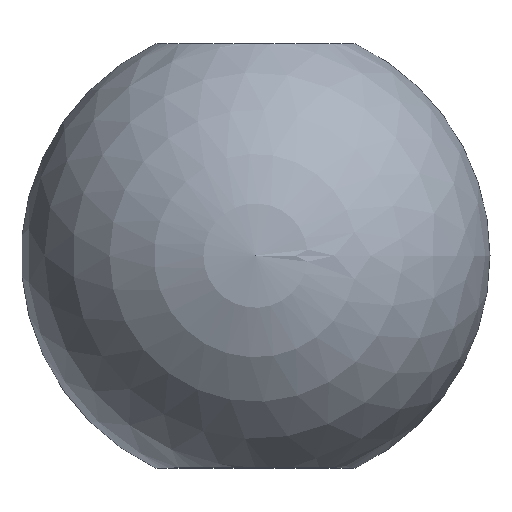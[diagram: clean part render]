
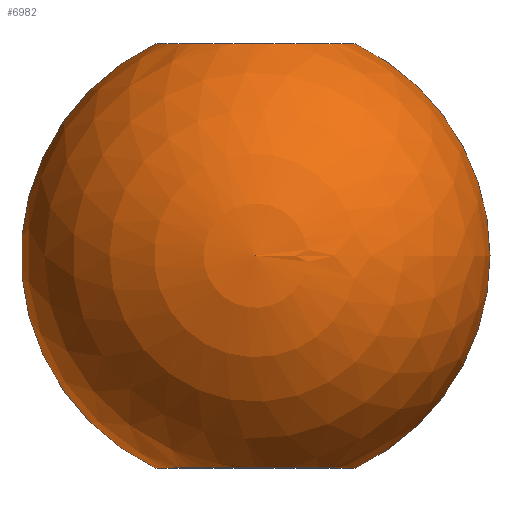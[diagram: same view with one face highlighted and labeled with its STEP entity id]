
A CAD part, top view. The second image highlights one B-rep face of the part: STEP entity #6982.
In plain terms, the highlighted spherical face has radius 12.5 mm.
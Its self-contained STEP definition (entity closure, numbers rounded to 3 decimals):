
#263 = CARTESIAN_POINT ( 'NONE',  ( 0., 0., 0. ) ) ;
#346 = VERTEX_POINT ( 'NONE', #7468 ) ;
#659 = DIRECTION ( 'NONE',  ( 1., 0., 0. ) ) ;
#784 = CARTESIAN_POINT ( 'NONE',  ( 0., 11.309, 5.326 ) ) ;
#1042 = CARTESIAN_POINT ( 'NONE',  ( 0., -11.309, 0. ) ) ;
#1390 = EDGE_CURVE ( 'NONE', #11892, #346, #9312, .T. ) ;
#1457 = CIRCLE ( 'NONE', #6906, 5.326 ) ;
#1652 = CARTESIAN_POINT ( 'NONE',  ( 0., 11.309, 0. ) ) ;
#1731 = ORIENTED_EDGE ( 'NONE', *, *, #1390, .F. ) ;
#2039 = CARTESIAN_POINT ( 'NONE',  ( 0., -11.309, 0. ) ) ;
#2091 = EDGE_CURVE ( 'NONE', #2710, #3314, #7750, .T. ) ;
#2175 = VERTEX_POINT ( 'NONE', #8912 ) ;
#2244 = DIRECTION ( 'NONE',  ( 0., 0., -1. ) ) ;
#2281 = SPHERICAL_SURFACE ( 'NONE', #3208, 12.5 ) ;
#2710 = VERTEX_POINT ( 'NONE', #6750 ) ;
#3208 = AXIS2_PLACEMENT_3D ( 'NONE', #9735, #6842, #5716 ) ;
#3314 = VERTEX_POINT ( 'NONE', #3566 ) ;
#3508 = AXIS2_PLACEMENT_3D ( 'NONE', #263, #2244, #6184 ) ;
#3566 = CARTESIAN_POINT ( 'NONE',  ( 5.326, 11.309, 0. ) ) ;
#3815 = EDGE_LOOP ( 'NONE', ( #1731, #11644, #6503, #8581, #12779, #4820 ) ) ;
#4111 = CIRCLE ( 'NONE', #12702, 5.326 ) ;
#4604 = CARTESIAN_POINT ( 'NONE',  ( 0., 0., 0. ) ) ;
#4775 = EDGE_CURVE ( 'NONE', #3314, #6583, #11326, .T. ) ;
#4820 = ORIENTED_EDGE ( 'NONE', *, *, #12024, .T. ) ;
#4917 = DIRECTION ( 'NONE',  ( 0., 0., 1. ) ) ;
#5069 = AXIS2_PLACEMENT_3D ( 'NONE', #1652, #9541, #10571 ) ;
#5694 = DIRECTION ( 'NONE',  ( 0., -1., 0. ) ) ;
#5716 = DIRECTION ( 'NONE',  ( 1., 0., 0. ) ) ;
#6184 = DIRECTION ( 'NONE',  ( -1., 0., 0. ) ) ;
#6503 = ORIENTED_EDGE ( 'NONE', *, *, #8792, .T. ) ;
#6583 = VERTEX_POINT ( 'NONE', #784 ) ;
#6750 = CARTESIAN_POINT ( 'NONE',  ( 5.326, -11.309, 0. ) ) ;
#6842 = DIRECTION ( 'NONE',  ( 0., 0., -1. ) ) ;
#6906 = AXIS2_PLACEMENT_3D ( 'NONE', #9888, #5694, #12537 ) ;
#6911 = DIRECTION ( 'NONE',  ( 0., 1., 0. ) ) ;
#6982 = ADVANCED_FACE ( 'NONE', ( #10492 ), #2281, .T. ) ;
#7038 = CIRCLE ( 'NONE', #11965, 5.326 ) ;
#7468 = CARTESIAN_POINT ( 'NONE',  ( -5.326, 11.309, 0. ) ) ;
#7524 = CARTESIAN_POINT ( 'NONE',  ( -5.326, -11.309, 0. ) ) ;
#7750 = CIRCLE ( 'NONE', #10639, 12.5 ) ;
#7957 = DIRECTION ( 'NONE',  ( 0., 0., 1. ) ) ;
#8581 = ORIENTED_EDGE ( 'NONE', *, *, #2091, .T. ) ;
#8792 = EDGE_CURVE ( 'NONE', #2175, #2710, #7038, .T. ) ;
#8912 = CARTESIAN_POINT ( 'NONE',  ( 0., -11.309, 5.326 ) ) ;
#9312 = CIRCLE ( 'NONE', #3508, 12.5 ) ;
#9454 = EDGE_CURVE ( 'NONE', #11892, #2175, #4111, .T. ) ;
#9541 = DIRECTION ( 'NONE',  ( 0., -1., 0. ) ) ;
#9735 = CARTESIAN_POINT ( 'NONE',  ( 0., 0., 0. ) ) ;
#9888 = CARTESIAN_POINT ( 'NONE',  ( 0., 11.309, 0. ) ) ;
#10492 = FACE_OUTER_BOUND ( 'NONE', #3815, .T. ) ;
#10571 = DIRECTION ( 'NONE',  ( 0., 0., -1. ) ) ;
#10639 = AXIS2_PLACEMENT_3D ( 'NONE', #4604, #11528, #659 ) ;
#11326 = CIRCLE ( 'NONE', #5069, 5.326 ) ;
#11528 = DIRECTION ( 'NONE',  ( 0., 0., 1. ) ) ;
#11610 = DIRECTION ( 'NONE',  ( 0., 1., 0. ) ) ;
#11644 = ORIENTED_EDGE ( 'NONE', *, *, #9454, .T. ) ;
#11892 = VERTEX_POINT ( 'NONE', #7524 ) ;
#11965 = AXIS2_PLACEMENT_3D ( 'NONE', #1042, #11610, #7957 ) ;
#12024 = EDGE_CURVE ( 'NONE', #6583, #346, #1457, .T. ) ;
#12537 = DIRECTION ( 'NONE',  ( 0., 0., -1. ) ) ;
#12702 = AXIS2_PLACEMENT_3D ( 'NONE', #2039, #6911, #4917 ) ;
#12779 = ORIENTED_EDGE ( 'NONE', *, *, #4775, .T. ) ;
